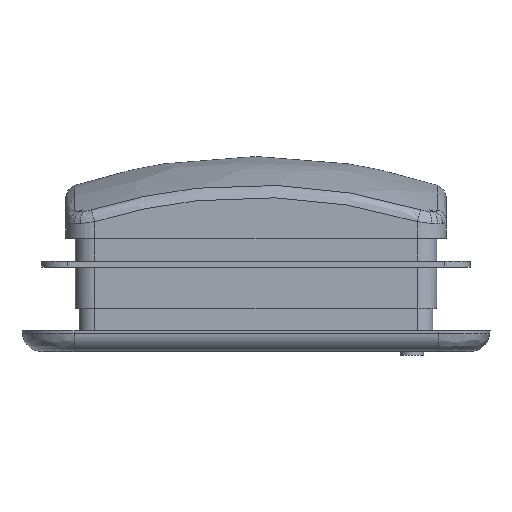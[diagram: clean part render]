
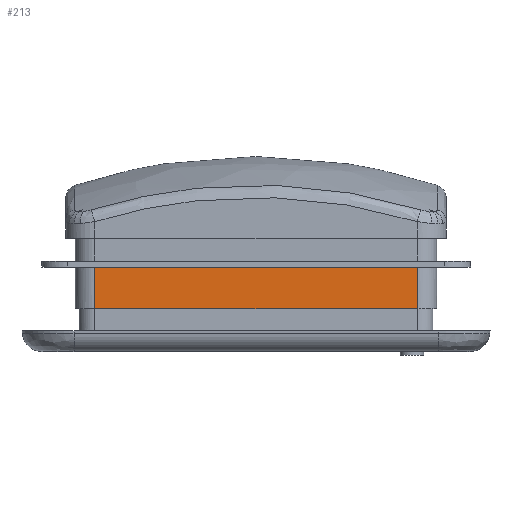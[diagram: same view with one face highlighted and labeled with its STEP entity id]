
A CAD part, left-side view. The second image highlights one B-rep face of the part: STEP entity #213.
In plain terms, the highlighted free-form (B-spline) face has degree [1, 1] with [2, 2] control points.
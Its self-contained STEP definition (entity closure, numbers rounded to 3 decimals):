
#186 = VERTEX_POINT('',#187);
#187 = CARTESIAN_POINT('',(-133.908,119.457,
    -30.828));
#193 = EDGE_CURVE('',#194,#186,#196,.T.);
#194 = VERTEX_POINT('',#195);
#195 = CARTESIAN_POINT('',(-133.908,119.457,0.));
#196 = B_SPLINE_CURVE_WITH_KNOTS('',1,(#197,#198),.UNSPECIFIED.,.F.,.F.,
  (2,2),(0.,32.),.PIECEWISE_BEZIER_KNOTS.);
#197 = CARTESIAN_POINT('',(-133.908,119.457,0.));
#198 = CARTESIAN_POINT('',(-133.908,119.457,
    -30.828));
#213 = ADVANCED_FACE('',(#214),#236,.T.);
#214 = FACE_BOUND('',#215,.T.);
#215 = EDGE_LOOP('',(#216,#223,#230,#235));
#216 = ORIENTED_EDGE('',*,*,#217,.F.);
#217 = EDGE_CURVE('',#218,#186,#220,.T.);
#218 = VERTEX_POINT('',#219);
#219 = CARTESIAN_POINT('',(-133.908,-119.457,
    -30.828));
#220 = B_SPLINE_CURVE_WITH_KNOTS('',1,(#221,#222),.UNSPECIFIED.,.F.,.F.,
  (2,2),(-62.,186.),.PIECEWISE_BEZIER_KNOTS.);
#221 = CARTESIAN_POINT('',(-133.908,-119.457,
    -30.828));
#222 = CARTESIAN_POINT('',(-133.908,119.457,
    -30.828));
#223 = ORIENTED_EDGE('',*,*,#224,.F.);
#224 = EDGE_CURVE('',#225,#218,#227,.T.);
#225 = VERTEX_POINT('',#226);
#226 = CARTESIAN_POINT('',(-133.908,-119.457,0.));
#227 = B_SPLINE_CURVE_WITH_KNOTS('',1,(#228,#229),.UNSPECIFIED.,.F.,.F.,
  (2,2),(0.,32.),.PIECEWISE_BEZIER_KNOTS.);
#228 = CARTESIAN_POINT('',(-133.908,-119.457,0.));
#229 = CARTESIAN_POINT('',(-133.908,-119.457,
    -30.828));
#230 = ORIENTED_EDGE('',*,*,#231,.F.);
#231 = EDGE_CURVE('',#194,#225,#232,.T.);
#232 = B_SPLINE_CURVE_WITH_KNOTS('',1,(#233,#234),.UNSPECIFIED.,.F.,.F.,
  (2,2),(-186.,62.),.PIECEWISE_BEZIER_KNOTS.);
#233 = CARTESIAN_POINT('',(-133.908,119.457,0.));
#234 = CARTESIAN_POINT('',(-133.908,-119.457,0.));
#235 = ORIENTED_EDGE('',*,*,#193,.T.);
#236 = B_SPLINE_SURFACE_WITH_KNOTS('',1,1,(
    (#237,#238)
    ,(#239,#240
    )),.UNSPECIFIED.,.F.,.F.,.F.,(2,2),(2,2),(0.,248.),(0.,32.),
  .PIECEWISE_BEZIER_KNOTS.);
#237 = CARTESIAN_POINT('',(-133.908,-119.457,0.));
#238 = CARTESIAN_POINT('',(-133.908,-119.457,
    -30.828));
#239 = CARTESIAN_POINT('',(-133.908,119.457,0.));
#240 = CARTESIAN_POINT('',(-133.908,119.457,
    -30.828));
